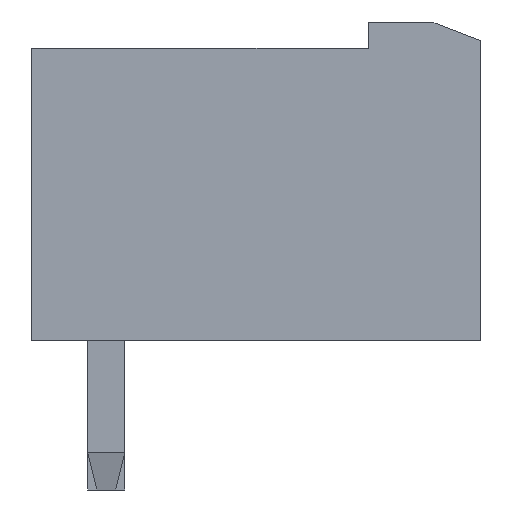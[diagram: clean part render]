
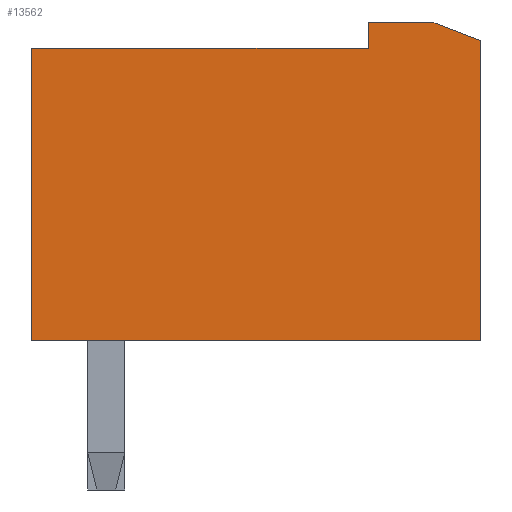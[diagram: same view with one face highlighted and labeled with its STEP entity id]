
A CAD part, left-side view. The second image highlights one B-rep face of the part: STEP entity #13562.
In plain terms, the highlighted planar face has unit normal (-1, 0, 0).
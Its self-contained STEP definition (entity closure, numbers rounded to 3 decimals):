
#16=DIRECTION('',(0.,1.,0.));
#17=VECTOR('',#16,12.);
#18=CARTESIAN_POINT('',(-6.15,0.,-3.9));
#19=LINE('',#18,#17);
#20=DIRECTION('',(0.,0.,1.));
#21=VECTOR('',#20,7.8);
#22=CARTESIAN_POINT('',(-6.15,12.,-3.9));
#23=LINE('',#22,#21);
#24=DIRECTION('',(0.,1.,0.));
#25=VECTOR('',#24,9.);
#26=CARTESIAN_POINT('',(-6.15,3.,3.9));
#27=LINE('',#26,#25);
#28=DIRECTION('',(0.,0.,-1.));
#29=VECTOR('',#28,0.7);
#30=CARTESIAN_POINT('',(-6.15,3.,4.6));
#31=LINE('',#30,#29);
#32=DIRECTION('',(0.,-1.,0.));
#33=VECTOR('',#32,1.7);
#34=CARTESIAN_POINT('',(-6.15,3.,4.6));
#35=LINE('',#34,#33);
#36=DIRECTION('',(0.,0.933,0.359));
#37=VECTOR('',#36,1.393);
#38=CARTESIAN_POINT('',(-6.15,0.,4.1));
#39=LINE('',#38,#37);
#40=DIRECTION('',(0.,0.,-1.));
#41=VECTOR('',#40,8.);
#42=CARTESIAN_POINT('',(-6.15,0.,4.1));
#43=LINE('',#42,#41);
#11891=CARTESIAN_POINT('',(-6.15,0.,-3.9));
#11892=CARTESIAN_POINT('',(-6.15,12.,-3.9));
#11893=VERTEX_POINT('',#11891);
#11894=VERTEX_POINT('',#11892);
#11895=CARTESIAN_POINT('',(-6.15,12.,3.9));
#11896=VERTEX_POINT('',#11895);
#11897=CARTESIAN_POINT('',(-6.15,3.,4.6));
#11898=CARTESIAN_POINT('',(-6.15,1.3,4.6));
#11899=VERTEX_POINT('',#11897);
#11900=VERTEX_POINT('',#11898);
#11901=CARTESIAN_POINT('',(-6.15,0.,4.1));
#11902=VERTEX_POINT('',#11901);
#11903=CARTESIAN_POINT('',(-6.15,3.,3.9));
#11904=VERTEX_POINT('',#11903);
#13541=CARTESIAN_POINT('',(-6.15,15.406,-12.65));
#13542=DIRECTION('',(-1.,0.,0.));
#13543=DIRECTION('',(0.,-1.,0.));
#13544=AXIS2_PLACEMENT_3D('',#13541,#13542,#13543);
#13545=PLANE('',#13544);
#13547=ORIENTED_EDGE('',*,*,#13546,.T.);
#13549=ORIENTED_EDGE('',*,*,#13548,.T.);
#13551=ORIENTED_EDGE('',*,*,#13550,.F.);
#13553=ORIENTED_EDGE('',*,*,#13552,.F.);
#13555=ORIENTED_EDGE('',*,*,#13554,.T.);
#13557=ORIENTED_EDGE('',*,*,#13556,.F.);
#13559=ORIENTED_EDGE('',*,*,#13558,.T.);
#13560=EDGE_LOOP('',(#13547,#13549,#13551,#13553,#13555,#13557,#13559));
#13561=FACE_OUTER_BOUND('',#13560,.F.);
#13562=ADVANCED_FACE('',(#13561),#13545,.T.);
#13546=EDGE_CURVE('',#11893,#11894,#19,.T.);
#13548=EDGE_CURVE('',#11894,#11896,#23,.T.);
#13550=EDGE_CURVE('',#11904,#11896,#27,.T.);
#13552=EDGE_CURVE('',#11899,#11904,#31,.T.);
#13554=EDGE_CURVE('',#11899,#11900,#35,.T.);
#13556=EDGE_CURVE('',#11902,#11900,#39,.T.);
#13558=EDGE_CURVE('',#11902,#11893,#43,.T.);
